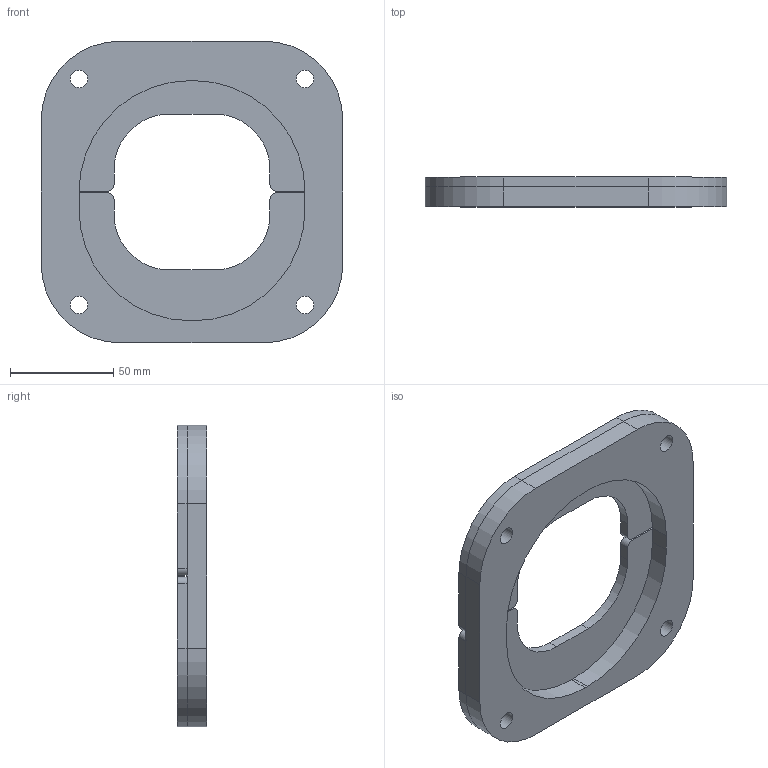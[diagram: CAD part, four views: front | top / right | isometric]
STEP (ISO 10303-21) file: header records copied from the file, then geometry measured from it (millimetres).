
FILE_DESCRIPTION(/* description */ (''),/* implementation_level */ '2;1');
FILE_NAME(/* name */ 'SPACER-RETAINER 1 AXIS.stp',/* time_stamp */ '2018-12-13T15:01:33-05:00',/* author */ ('sboulais'),/* organization */ (''),/* preprocessor_version */ 'ST-DEVELOPER v16.13',/* originating_system */ 'Autodesk Inventor 2018',/* authorisation */ '');
FILE_SCHEMA (('AUTOMOTIVE_DESIGN { 1 0 10303 214 3 1 1 }'));
Length unit declared in the file: inch
Products named in the file (1): SPACER-RETAINER 1 AXIS
Bounding box: 146.05 x 14.3 x 146.05 mm (x, y, z)
Volume: 161868.8 mm3; surface area: 63091.1 mm2
Topology: 3 solids, 3 shells, 900 faces, 2422 edges, 1616 vertices
Faces by surface type: bspline 474, plane 394, cylinder 32
Full cylindrical faces by diameter (mm): 8.433 x8
Entity records: 31912 total; most frequent: CARTESIAN_POINT 11598, ORIENTED_EDGE 4820, EDGE_CURVE 2410, DIRECTION 2380, VERTEX_POINT 1612, LINE 1398, VECTOR 1398, EDGE_LOOP 1014
